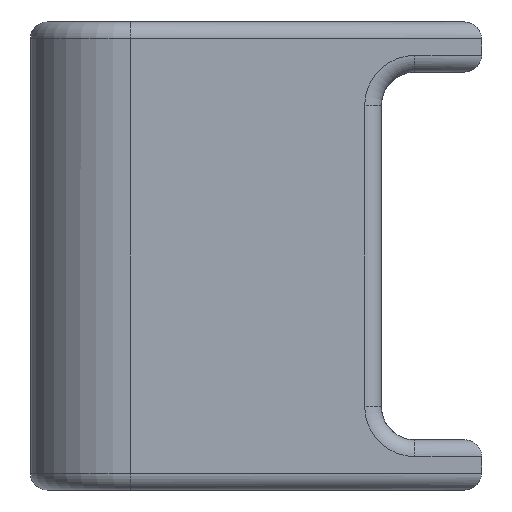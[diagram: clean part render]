
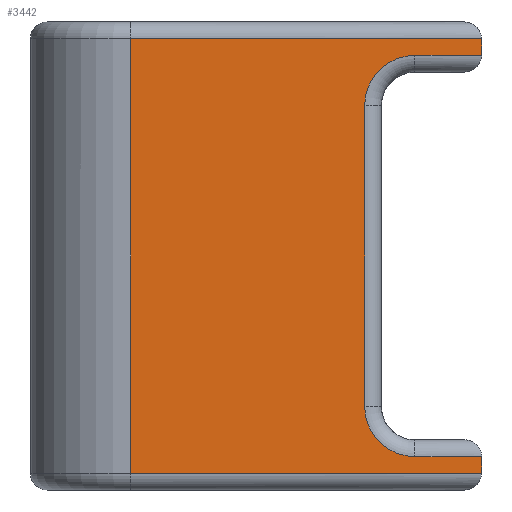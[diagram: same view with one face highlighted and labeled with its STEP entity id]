
A CAD part, left-side view. The second image highlights one B-rep face of the part: STEP entity #3442.
In plain terms, the highlighted planar face has unit normal (-1, 0, 0).
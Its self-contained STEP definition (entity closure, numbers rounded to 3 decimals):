
#114=CIRCLE('',#3660,1.5);
#118=CIRCLE('',#3666,1.5);
#224=FACE_OUTER_BOUND('',#412,.T.);
#412=EDGE_LOOP('',(#2487,#2488,#2489,#2490,#2491,#2492,#2493,#2494,#2495,
#2496));
#616=LINE('',#5024,#1031);
#670=LINE('',#5176,#1085);
#671=LINE('',#5186,#1086);
#672=LINE('',#5194,#1087);
#677=LINE('',#5211,#1092);
#678=LINE('',#5214,#1093);
#679=LINE('',#5215,#1094);
#680=LINE('',#5216,#1095);
#1031=VECTOR('',#4004,10.);
#1085=VECTOR('',#4106,10.);
#1086=VECTOR('',#4121,10.);
#1087=VECTOR('',#4132,10.);
#1092=VECTOR('',#4143,10.);
#1093=VECTOR('',#4146,10.);
#1094=VECTOR('',#4147,10.);
#1095=VECTOR('',#4148,10.);
#1431=VERTEX_POINT('',#5009);
#1436=VERTEX_POINT('',#5020);
#1489=VERTEX_POINT('',#5145);
#1495=VERTEX_POINT('',#5162);
#1498=VERTEX_POINT('',#5175);
#1499=VERTEX_POINT('',#5179);
#1500=VERTEX_POINT('',#5184);
#1502=VERTEX_POINT('',#5189);
#1505=VERTEX_POINT('',#5209);
#1506=VERTEX_POINT('',#5213);
#1794=EDGE_CURVE('',#1431,#1436,#616,.T.);
#1864=EDGE_CURVE('',#1498,#1489,#670,.T.);
#1868=EDGE_CURVE('',#1499,#1498,#114,.T.);
#1870=EDGE_CURVE('',#1500,#1499,#671,.T.);
#1873=EDGE_CURVE('',#1502,#1500,#118,.T.);
#1874=EDGE_CURVE('',#1495,#1502,#672,.T.);
#1881=EDGE_CURVE('',#1505,#1489,#677,.T.);
#1882=EDGE_CURVE('',#1436,#1506,#678,.T.);
#1883=EDGE_CURVE('',#1495,#1506,#679,.T.);
#1884=EDGE_CURVE('',#1505,#1431,#680,.T.);
#2487=ORIENTED_EDGE('',*,*,#1794,.T.);
#2488=ORIENTED_EDGE('',*,*,#1882,.T.);
#2489=ORIENTED_EDGE('',*,*,#1883,.F.);
#2490=ORIENTED_EDGE('',*,*,#1874,.T.);
#2491=ORIENTED_EDGE('',*,*,#1873,.T.);
#2492=ORIENTED_EDGE('',*,*,#1870,.T.);
#2493=ORIENTED_EDGE('',*,*,#1868,.T.);
#2494=ORIENTED_EDGE('',*,*,#1864,.T.);
#2495=ORIENTED_EDGE('',*,*,#1881,.F.);
#2496=ORIENTED_EDGE('',*,*,#1884,.T.);
#3298=PLANE('',#3671);
#3442=ADVANCED_FACE('',(#224),#3298,.F.);
#3660=AXIS2_PLACEMENT_3D('',#5182,#4115,#4116);
#3666=AXIS2_PLACEMENT_3D('',#5192,#4128,#4129);
#3671=AXIS2_PLACEMENT_3D('',#5212,#4144,#4145);
#4004=DIRECTION('',(0.,0.,-1.));
#4106=DIRECTION('',(0.,-1.,0.));
#4115=DIRECTION('center_axis',(1.,0.,0.));
#4116=DIRECTION('ref_axis',(0.,0.707,0.707));
#4121=DIRECTION('',(0.,0.,1.));
#4128=DIRECTION('center_axis',(1.,0.,0.));
#4129=DIRECTION('ref_axis',(0.,0.707,-0.707));
#4132=DIRECTION('',(0.,1.,0.));
#4143=DIRECTION('',(0.,0.,-1.));
#4144=DIRECTION('center_axis',(1.,0.,0.));
#4145=DIRECTION('ref_axis',(0.,1.,0.));
#4146=DIRECTION('',(0.,-1.,0.));
#4147=DIRECTION('',(0.,0.,-1.));
#4148=DIRECTION('',(0.,1.,0.));
#5009=CARTESIAN_POINT('',(-33.837,14.229,12.));
#5020=CARTESIAN_POINT('',(-33.837,14.229,-1.));
#5024=CARTESIAN_POINT('',(-33.837,14.229,0.));
#5145=CARTESIAN_POINT('',(-33.837,3.729,11.5));
#5162=CARTESIAN_POINT('',(-33.837,3.729,-0.5));
#5175=CARTESIAN_POINT('',(-33.837,5.729,11.5));
#5176=CARTESIAN_POINT('',(-33.837,5.979,11.5));
#5179=CARTESIAN_POINT('',(-33.837,7.229,10.));
#5182=CARTESIAN_POINT('Origin',(-33.837,5.729,10.));
#5184=CARTESIAN_POINT('',(-33.837,7.229,1.));
#5186=CARTESIAN_POINT('',(-33.837,7.229,0.));
#5189=CARTESIAN_POINT('',(-33.837,5.729,-0.5));
#5192=CARTESIAN_POINT('Origin',(-33.837,5.729,1.));
#5194=CARTESIAN_POINT('',(-33.837,8.604,-0.5));
#5209=CARTESIAN_POINT('',(-33.837,3.729,12.));
#5211=CARTESIAN_POINT('',(-33.837,3.729,12.5));
#5212=CARTESIAN_POINT('Origin',(-33.837,6.729,0.));
#5213=CARTESIAN_POINT('',(-33.837,3.729,-1.));
#5214=CARTESIAN_POINT('',(-33.837,8.604,-1.));
#5215=CARTESIAN_POINT('',(-33.837,3.729,0.));
#5216=CARTESIAN_POINT('',(-33.837,9.354,12.));
